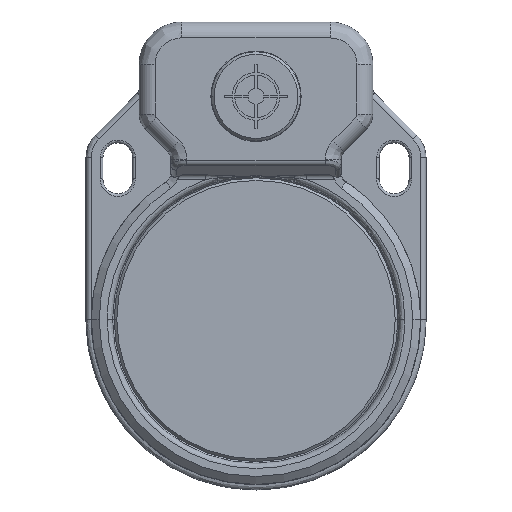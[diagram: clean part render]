
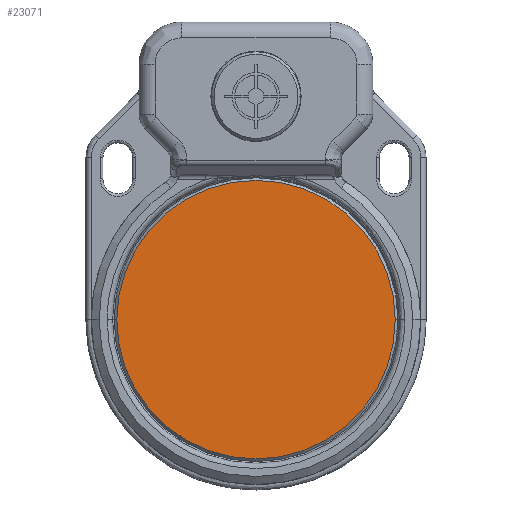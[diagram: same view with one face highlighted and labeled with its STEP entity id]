
A CAD part, top view. The second image highlights one B-rep face of the part: STEP entity #23071.
In plain terms, the highlighted planar face has unit normal (0, 0, 1).
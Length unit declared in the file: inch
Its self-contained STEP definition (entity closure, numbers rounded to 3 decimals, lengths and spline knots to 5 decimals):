
#344 = EDGE_CURVE ( 'NONE', #1598, #5175, #2188, .T. ) ;
#1598 = VERTEX_POINT ( 'NONE', #3099 ) ;
#2188 = CIRCLE ( 'NONE', #12742, 1.0315 ) ;
#3099 = CARTESIAN_POINT ( 'NONE',  ( 1.0315, 0., 1.04331 ) ) ;
#3978 = CARTESIAN_POINT ( 'NONE',  ( -1.0315, 0., 1.04331 ) ) ;
#3999 = ORIENTED_EDGE ( 'NONE', *, *, #11621, .T. ) ;
#5175 = VERTEX_POINT ( 'NONE', #3978 ) ;
#6425 = CARTESIAN_POINT ( 'NONE',  ( 0., 0., 1.04331 ) ) ;
#8570 = AXIS2_PLACEMENT_3D ( 'NONE', #27300, #27207, #14312 ) ;
#11621 = EDGE_CURVE ( 'NONE', #5175, #1598, #26805, .T. ) ;
#12742 = AXIS2_PLACEMENT_3D ( 'NONE', #17181, #19445, #23935 ) ;
#13444 = FACE_OUTER_BOUND ( 'NONE', #17850, .T. ) ;
#13709 = DIRECTION ( 'NONE',  ( 1., 0., 0. ) ) ;
#14312 = DIRECTION ( 'NONE',  ( -1., 0., 0. ) ) ;
#16625 = AXIS2_PLACEMENT_3D ( 'NONE', #6425, #17777, #13709 ) ;
#17181 = CARTESIAN_POINT ( 'NONE',  ( 0., 0., 1.04331 ) ) ;
#17777 = DIRECTION ( 'NONE',  ( 0., 0., 1. ) ) ;
#17850 = EDGE_LOOP ( 'NONE', ( #3999, #25789 ) ) ;
#19445 = DIRECTION ( 'NONE',  ( 0., 0., 1. ) ) ;
#23071 = ADVANCED_FACE ( 'NONE', ( #13444 ), #26092, .T. ) ;
#23935 = DIRECTION ( 'NONE',  ( -1., 0., 0. ) ) ;
#25789 = ORIENTED_EDGE ( 'NONE', *, *, #344, .T. ) ;
#26092 = PLANE ( 'NONE',  #16625 ) ;
#26805 = CIRCLE ( 'NONE', #8570, 1.0315 ) ;
#27207 = DIRECTION ( 'NONE',  ( 0., 0., 1. ) ) ;
#27300 = CARTESIAN_POINT ( 'NONE',  ( 0., 0., 1.04331 ) ) ;
